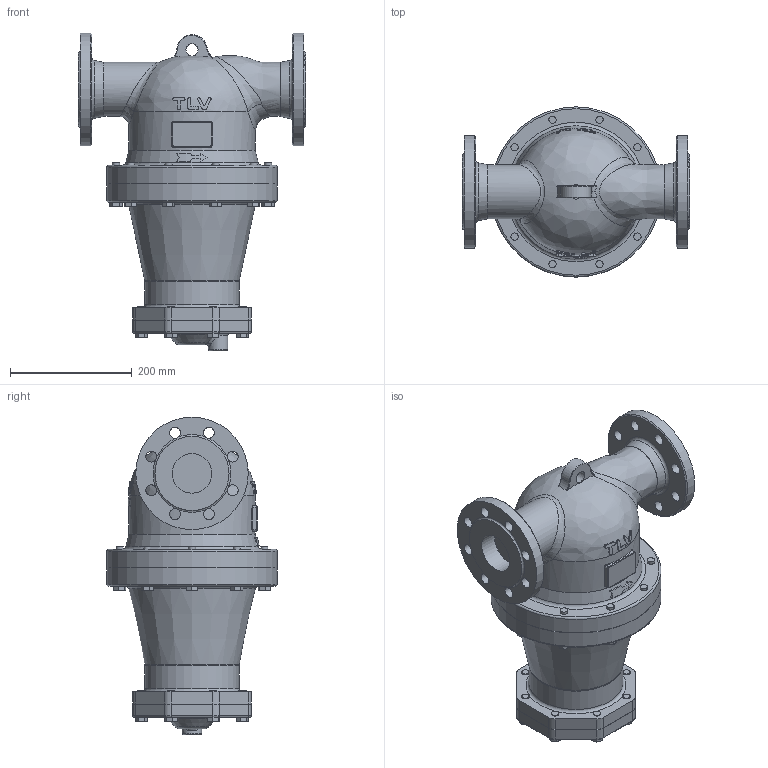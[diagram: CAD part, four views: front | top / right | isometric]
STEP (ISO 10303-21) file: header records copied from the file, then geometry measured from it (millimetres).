
FILE_DESCRIPTION(/* description */ (''),/* implementation_level */ '2;1');
FILE_NAME(/* name */ 'dc3s0-065-e0040-00.stp',/* time_stamp */ '2018-11-19T09:26:36+09:00',/* author */ ('nakaot'),/* organization */ (''),/* preprocessor_version */ 'ST-DEVELOPER v15.6',/* originating_system */ 'Autodesk Inventor 2015',/* authorisation */ '');
FILE_SCHEMA (('CONFIG_CONTROL_DESIGN'));
Length unit declared in the file: millimetre
Products named in the file (1): dc3s0-065-e0040-00
Bounding box: 374 x 280 x 522.5 mm (x, y, z)
Volume: 16491285.4 mm3; surface area: 699321.6 mm2
Topology: 1 solids, 1 shells, 576 faces, 1384 edges, 871 vertices
Faces by surface type: plane 253, cylinder 143, cone 117, torus 32, bspline 31
Full cylindrical faces by diameter (mm): 12 x36, 14 x18, 17.475 x1, 18 x16, 20 x1, 32 x1, 65 x2, 89 x1, 150 x1, 155 x1, 185 x2, 200 x1, 208 x1, 280 x2
Entity records: 19820 total; most frequent: CARTESIAN_POINT 7632, ORIENTED_EDGE 2480, DIRECTION 2421, EDGE_CURVE 1240, AXIS2_PLACEMENT_3D 1017, VERTEX_POINT 830, EDGE_LOOP 810, FACE_OUTER_BOUND 576
